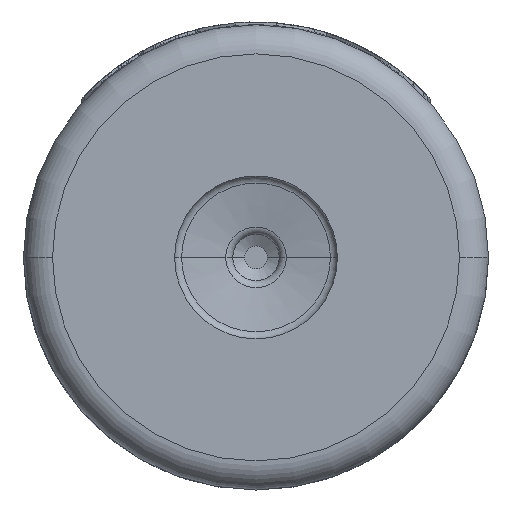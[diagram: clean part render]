
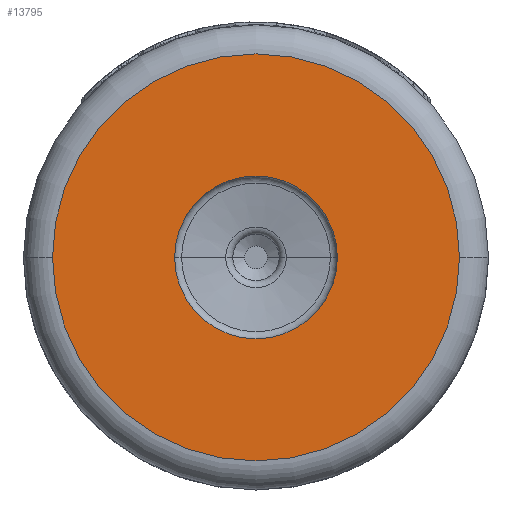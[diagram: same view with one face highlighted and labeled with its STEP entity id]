
A CAD part, front view. The second image highlights one B-rep face of the part: STEP entity #13795.
In plain terms, the highlighted planar face has unit normal (0, -1, 0).
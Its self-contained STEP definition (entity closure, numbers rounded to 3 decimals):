
#1883=CARTESIAN_POINT('',(0.,-4.,0.));
#1884=DIRECTION('',(0.,-1.,0.));
#1885=DIRECTION('',(-1.,0.,0.));
#1886=AXIS2_PLACEMENT_3D('',#1883,#1884,#1885);
#1898=CARTESIAN_POINT('',(0.,-4.,0.));
#1899=DIRECTION('',(0.,-1.,0.));
#1900=DIRECTION('',(-1.,0.,0.));
#1901=AXIS2_PLACEMENT_3D('',#1898,#1899,#1900);
#1903=CARTESIAN_POINT('',(0.,-4.,0.));
#1904=DIRECTION('',(0.,-1.,0.));
#1905=DIRECTION('',(1.,0.,0.));
#1906=AXIS2_PLACEMENT_3D('',#1903,#1904,#1905);
#1908=CARTESIAN_POINT('',(0.,-4.,0.));
#1909=DIRECTION('',(0.,-1.,0.));
#1910=DIRECTION('',(1.,0.,0.));
#1911=AXIS2_PLACEMENT_3D('',#1908,#1909,#1910);
#11759=CARTESIAN_POINT('',(-1.4,-4.,0.));
#11760=CARTESIAN_POINT('',(1.4,-4.,0.));
#11761=VERTEX_POINT('',#11759);
#11762=VERTEX_POINT('',#11760);
#11763=CARTESIAN_POINT('',(3.5,-4.,0.));
#11764=CARTESIAN_POINT('',(-3.5,-4.,0.));
#11765=VERTEX_POINT('',#11763);
#11766=VERTEX_POINT('',#11764);
#13779=CARTESIAN_POINT('',(0.,-4.,0.));
#13780=DIRECTION('',(0.,1.,0.));
#13781=DIRECTION('',(1.,0.,0.));
#13782=AXIS2_PLACEMENT_3D('',#13779,#13780,#13781);
#13783=PLANE('',#13782);
#13785=ORIENTED_EDGE('',*,*,#13784,.F.);
#13786=ORIENTED_EDGE('',*,*,#13769,.F.);
#13787=EDGE_LOOP('',(#13785,#13786));
#13788=FACE_OUTER_BOUND('',#13787,.F.);
#13790=ORIENTED_EDGE('',*,*,#13789,.T.);
#13792=ORIENTED_EDGE('',*,*,#13791,.T.);
#13793=EDGE_LOOP('',(#13790,#13792));
#13794=FACE_BOUND('',#13793,.F.);
#13795=ADVANCED_FACE('',(#13788,#13794),#13783,.F.);
#1887=CIRCLE('',#1886,3.5);
#1902=CIRCLE('',#1901,1.4);
#1907=CIRCLE('',#1906,1.4);
#1912=CIRCLE('',#1911,3.5);
#13769=EDGE_CURVE('',#11766,#11765,#1887,.T.);
#13784=EDGE_CURVE('',#11765,#11766,#1912,.T.);
#13789=EDGE_CURVE('',#11761,#11762,#1902,.T.);
#13791=EDGE_CURVE('',#11762,#11761,#1907,.T.);
